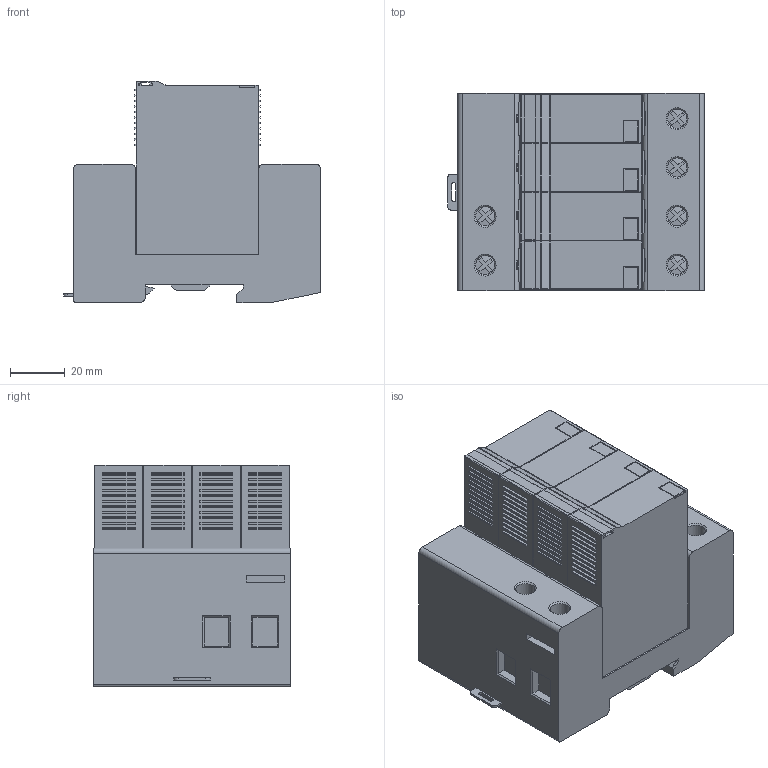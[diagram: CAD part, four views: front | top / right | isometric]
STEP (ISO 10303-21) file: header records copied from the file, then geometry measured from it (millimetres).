
FILE_DESCRIPTION (( 'STEP AP214' ), '1' );
FILE_NAME ('DS134R.STEP', '2023-01-26T15:08:26', ( '' ), ( '' ), 'SwSTEP 2.0', 'SolidWorks 2022', '' );
FILE_SCHEMA (( 'AUTOMOTIVE_DESIGN' ));
Length unit declared in the file: millimetre
Products named in the file (1): DS134R
Bounding box: 93.7 x 72 x 80.9 mm (x, y, z)
Volume: 384783.1 mm3; surface area: 69428.5 mm2
Topology: 1 solids, 1 shells, 1014 faces, 2639 edges, 1744 vertices
Faces by surface type: plane 883, cylinder 116, bspline 8, cone 6, sphere 1
Full cylindrical faces by diameter (mm): 7 x6
Entity records: 42108 total; most frequent: CARTESIAN_POINT 6228, ORIENTED_EDGE 5238, DIRECTION 4746, EDGE_CURVE 2619, VECTOR 2320, LINE 2320, VERTEX_POINT 1738, AXIS2_PLACEMENT_3D 1213
